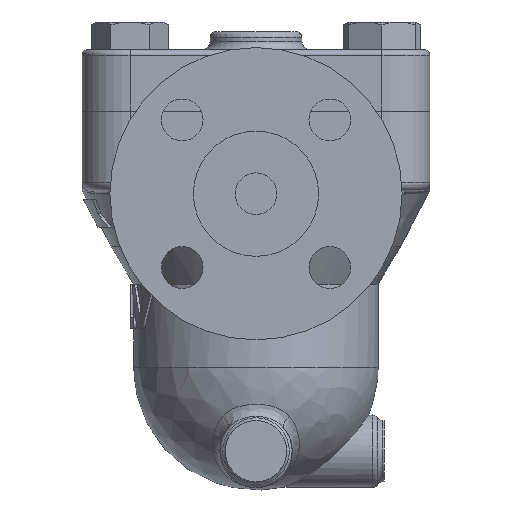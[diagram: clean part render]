
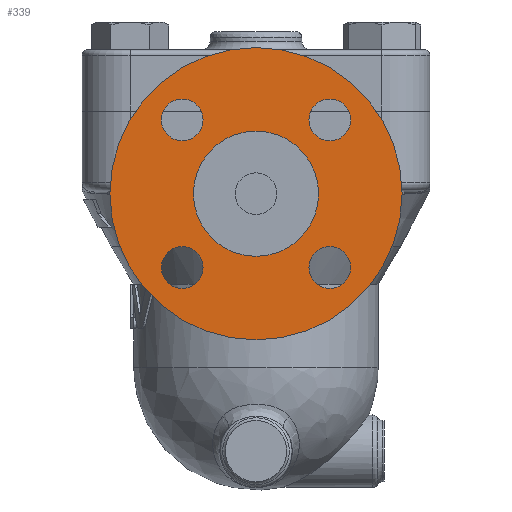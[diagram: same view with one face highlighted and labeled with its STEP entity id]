
A CAD part, left-side view. The second image highlights one B-rep face of the part: STEP entity #339.
In plain terms, the highlighted planar face has unit normal (-1, 0, 0).
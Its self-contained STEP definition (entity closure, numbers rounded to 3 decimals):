
#185=CARTESIAN_POINT('',(-107.5,-34.017,-56.017));
#186=VERTEX_POINT('',#185);
#187=CARTESIAN_POINT('',(-107.5,-26.517,-56.017));
#188=DIRECTION('',(1.0,0.0,0.0));
#189=DIRECTION('',(0.0,1.0,0.0));
#190=AXIS2_PLACEMENT_3D('',#187,#188,#189);
#191=CIRCLE('',#190,7.5);
#192=EDGE_CURVE('',#186,#186,#191,.T.);
#205=CARTESIAN_POINT('',(-107.5,26.517,-63.517));
#206=VERTEX_POINT('',#205);
#207=CARTESIAN_POINT('',(-107.5,26.517,-56.017));
#208=DIRECTION('',(1.0,0.0,0.0));
#209=DIRECTION('',(0.0,0.0,1.0));
#210=AXIS2_PLACEMENT_3D('',#207,#208,#209);
#211=CIRCLE('',#210,7.5);
#212=EDGE_CURVE('',#206,#206,#211,.T.);
#225=CARTESIAN_POINT('',(-107.5,34.017,-2.983));
#226=VERTEX_POINT('',#225);
#227=CARTESIAN_POINT('',(-107.5,26.517,-2.983));
#228=DIRECTION('',(1.0,0.0,0.0));
#229=DIRECTION('',(0.0,-1.0,0.0));
#230=AXIS2_PLACEMENT_3D('',#227,#228,#229);
#231=CIRCLE('',#230,7.5);
#232=EDGE_CURVE('',#226,#226,#231,.T.);
#265=CARTESIAN_POINT('',(-107.5,0.,-82.));
#266=VERTEX_POINT('',#265);
#267=CARTESIAN_POINT('',(-107.5,0.0,-29.5));
#268=DIRECTION('',(1.0,0.0,0.0));
#269=DIRECTION('',(0.0,0.0,1.0));
#270=AXIS2_PLACEMENT_3D('',#267,#268,#269);
#271=CIRCLE('',#270,52.5);
#272=EDGE_CURVE('',#266,#266,#271,.T.);
#285=CARTESIAN_POINT('',(-107.5,0.,-52.));
#286=VERTEX_POINT('',#285);
#287=CARTESIAN_POINT('',(-107.5,0.0,-29.5));
#288=DIRECTION('',(1.0,0.0,0.0));
#289=DIRECTION('',(0.0,0.0,1.0));
#290=AXIS2_PLACEMENT_3D('',#287,#288,#289);
#291=CIRCLE('',#290,22.5);
#292=EDGE_CURVE('',#286,#286,#291,.T.);
#308=CARTESIAN_POINT('',(-107.5,0.0,-29.5));
#309=DIRECTION('',(-1.0,0.0,0.0));
#310=DIRECTION('',(0.0,0.0,1.0));
#311=AXIS2_PLACEMENT_3D('',#308,#309,#310);
#312=PLANE('',#311);
#313=ORIENTED_EDGE('',*,*,#272,.F.);
#314=EDGE_LOOP('',(#313));
#315=FACE_OUTER_BOUND('',#314,.T.);
#316=ORIENTED_EDGE('',*,*,#192,.T.);
#317=EDGE_LOOP('',(#316));
#318=FACE_BOUND('',#317,.T.);
#319=ORIENTED_EDGE('',*,*,#212,.T.);
#320=EDGE_LOOP('',(#319));
#321=FACE_BOUND('',#320,.T.);
#322=ORIENTED_EDGE('',*,*,#232,.T.);
#323=EDGE_LOOP('',(#322));
#324=FACE_BOUND('',#323,.T.);
#325=ORIENTED_EDGE('',*,*,#292,.T.);
#326=EDGE_LOOP('',(#325));
#327=FACE_BOUND('',#326,.T.);
#328=CARTESIAN_POINT('',(-107.5,-26.517,-10.483));
#329=VERTEX_POINT('',#328);
#330=CARTESIAN_POINT('',(-107.5,-26.517,-2.983));
#331=DIRECTION('',(-1.0,0.0,0.0));
#332=DIRECTION('',(0.0,0.0,-1.0));
#333=AXIS2_PLACEMENT_3D('',#330,#331,#332);
#334=CIRCLE('',#333,7.5);
#335=EDGE_CURVE('',#329,#329,#334,.T.);
#336=ORIENTED_EDGE('',*,*,#335,.F.);
#337=EDGE_LOOP('',(#336));
#338=FACE_BOUND('',#337,.T.);
#339=ADVANCED_FACE('',(#315,#318,#321,#324,#327,#338),#312,.T.);
